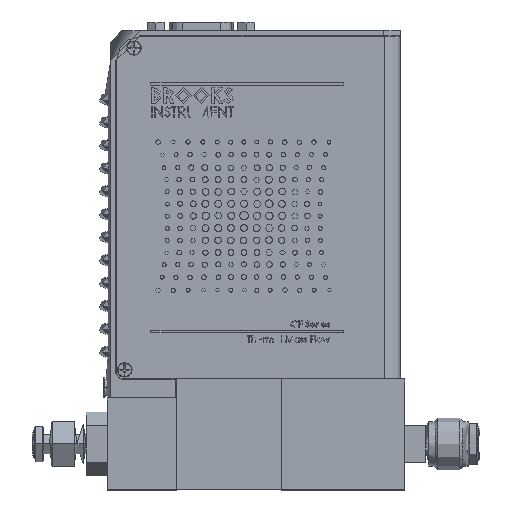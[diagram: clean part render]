
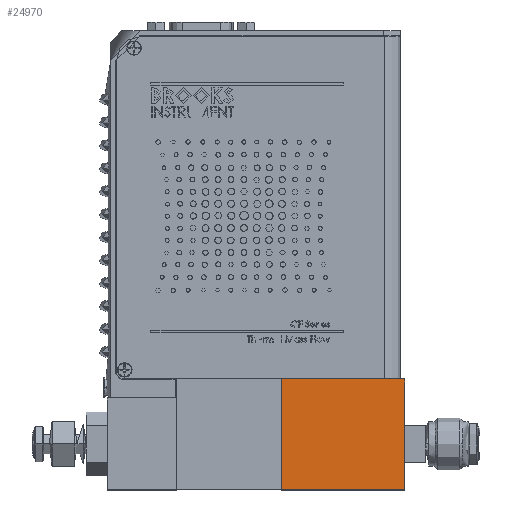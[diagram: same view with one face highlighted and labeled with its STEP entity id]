
A CAD part, top view. The second image highlights one B-rep face of the part: STEP entity #24970.
In plain terms, the highlighted planar face has unit normal (0, 0, -1).
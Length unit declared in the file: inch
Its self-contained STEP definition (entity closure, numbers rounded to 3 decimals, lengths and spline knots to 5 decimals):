
#2568 = LINE ( 'NONE', #23768, #7985 ) ;
#5206 = CARTESIAN_POINT ( 'NONE',  ( 0.59509, -0.11892, 0.56 ) ) ;
#7985 = VECTOR ( 'NONE', #69242, 39.37008 ) ;
#15767 = EDGE_CURVE ( 'NONE', #78871, #62485, #68413, .T. ) ;
#16781 = EDGE_CURVE ( 'NONE', #77155, #62485, #2568, .T. ) ;
#18999 = CARTESIAN_POINT ( 'NONE',  ( 1.04343, -0.11892, 0.56 ) ) ;
#22853 = CARTESIAN_POINT ( 'NONE',  ( -0.30157, 1.08808, 0.56 ) ) ;
#23768 = CARTESIAN_POINT ( 'NONE',  ( -0.30157, 1.08808, 0.56 ) ) ;
#24970 = ADVANCED_FACE ( 'NONE', ( #26401 ), #41087, .T. ) ;
#26380 = ORIENTED_EDGE ( 'NONE', *, *, #15767, .T. ) ;
#26401 = FACE_OUTER_BOUND ( 'NONE', #53993, .T. ) ;
#29341 = LINE ( 'NONE', #22853, #64641 ) ;
#32196 = AXIS2_PLACEMENT_3D ( 'NONE', #34161, #53680, #34593 ) ;
#34161 = CARTESIAN_POINT ( 'NONE',  ( -0.30157, 1.08808, 0.56 ) ) ;
#34593 = DIRECTION ( 'NONE',  ( -1., 0., 0. ) ) ;
#41087 = PLANE ( 'NONE',  #32196 ) ;
#45666 = DIRECTION ( 'NONE',  ( 0., 1., 0. ) ) ;
#52251 = CARTESIAN_POINT ( 'NONE',  ( -0.30157, 1.08808, 0.56 ) ) ;
#53584 = CARTESIAN_POINT ( 'NONE',  ( -0.30157, -0.11892, 0.56 ) ) ;
#53680 = DIRECTION ( 'NONE',  ( 0., 0., -1. ) ) ;
#53993 = EDGE_LOOP ( 'NONE', ( #85202, #26380, #61957, #80408 ) ) ;
#54452 = CARTESIAN_POINT ( 'NONE',  ( 1.04343, 1.08808, 0.56 ) ) ;
#58480 = CARTESIAN_POINT ( 'NONE',  ( 0.14676, -0.11892, 0.56 ) ) ;
#58912 = CARTESIAN_POINT ( 'NONE',  ( -0.30157, -0.11892, 0.56 ) ) ;
#61888 = VERTEX_POINT ( 'NONE', #54452 ) ;
#61957 = ORIENTED_EDGE ( 'NONE', *, *, #16781, .F. ) ;
#62485 = VERTEX_POINT ( 'NONE', #53584 ) ;
#64641 = VECTOR ( 'NONE', #68744, 39.37008 ) ;
#65592 = LINE ( 'NONE', #85500, #71917 ) ;
#68413 = B_SPLINE_CURVE_WITH_KNOTS ( 'NONE', 3,
 ( #71037, #5206, #58480, #58912 ),
 .UNSPECIFIED., .F., .F.,
 ( 4, 4 ),
 ( 0., 1. ),
 .UNSPECIFIED. ) ;
#68744 = DIRECTION ( 'NONE',  ( -1., 0., 0. ) ) ;
#69242 = DIRECTION ( 'NONE',  ( 0., -1., 0. ) ) ;
#71037 = CARTESIAN_POINT ( 'NONE',  ( 1.04343, -0.11892, 0.56 ) ) ;
#71272 = EDGE_CURVE ( 'NONE', #61888, #77155, #29341, .T. ) ;
#71917 = VECTOR ( 'NONE', #45666, 39.37008 ) ;
#77155 = VERTEX_POINT ( 'NONE', #52251 ) ;
#78871 = VERTEX_POINT ( 'NONE', #18999 ) ;
#80408 = ORIENTED_EDGE ( 'NONE', *, *, #71272, .F. ) ;
#82502 = EDGE_CURVE ( 'NONE', #78871, #61888, #65592, .T. ) ;
#85202 = ORIENTED_EDGE ( 'NONE', *, *, #82502, .F. ) ;
#85500 = CARTESIAN_POINT ( 'NONE',  ( 1.04343, 1.08808, 0.56 ) ) ;
